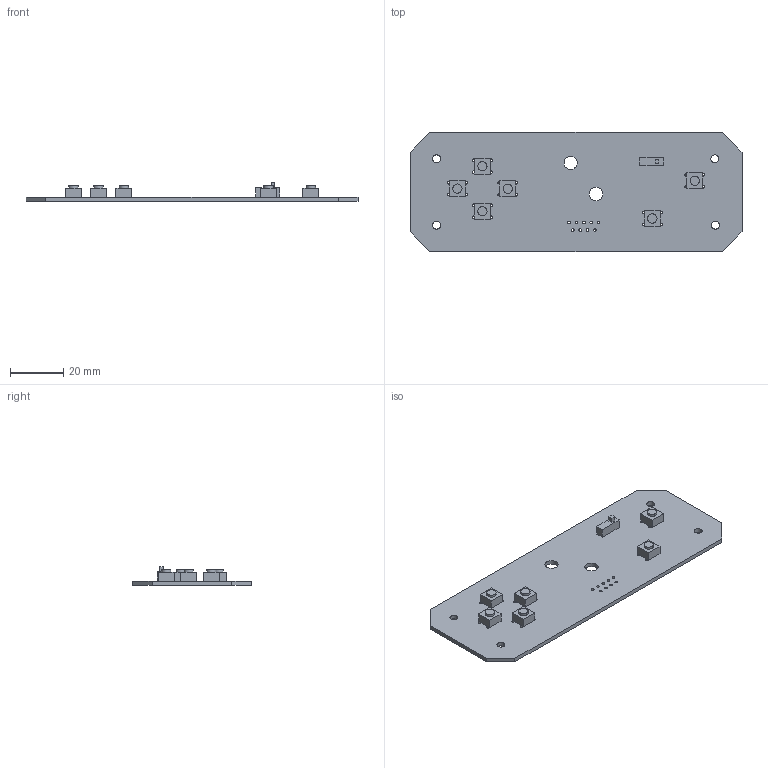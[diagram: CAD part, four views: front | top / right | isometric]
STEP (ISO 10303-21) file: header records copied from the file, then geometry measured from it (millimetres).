
FILE_DESCRIPTION(('KiCad electronic assembly'),'2;1');
FILE_NAME('RetroPad.step','2019-03-21T22:29:29',('An Author'),( 'A Company'),'Open CASCADE STEP processor 6.9', 'KiCad to STEP converter','Unknown');
FILE_SCHEMA(('AUTOMOTIVE_DESIGN { 1 0 10303 214 1 1 1 1 }'));
Length unit declared in the file: millimetre
Products named in the file (6): Open CASCADE STEP translator 6.9 1; CK_Switches_JS202011SCQN; SOLID; Omron_B3F-1000; COMPOUND
Assembly tree (10 placements, depth 3):
  Open CASCADE STEP translator 6.9 1
    CK_Switches_JS202011SCQN
      SOLID
    Omron_B3F-1000  x6
      SOLID
    COMPOUND
Bounding box: 125 x 45 x 7.15 mm (x, y, z)
Volume: 9555.8 mm3; surface area: 12761.4 mm2
Topology: 8 solids, 8 shells, 108 faces, 255 edges, 170 vertices
Faces by surface type: plane 63, cylinder 45
Full cylindrical faces by diameter (mm): 1 x33, 3 x4, 3.5 x6, 5 x2
Entity records: 5208 total; most frequent: CARTESIAN_POINT 1256, DIRECTION 697, LINE 377, VECTOR 377, ORIENTED_EDGE 360, PCURVE 360, DEFINITIONAL_REPRESENTATION 360, EDGE_CURVE 180
